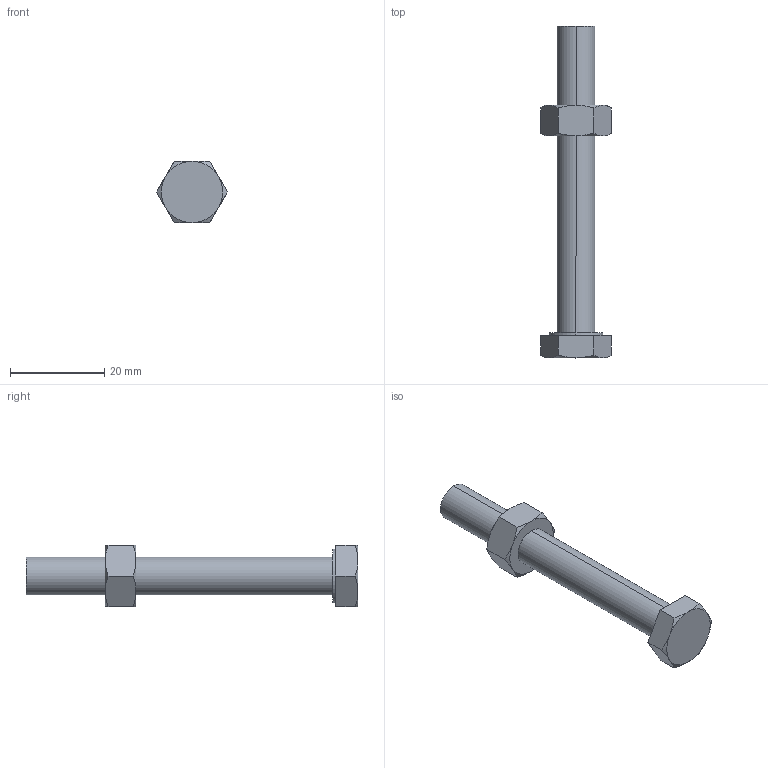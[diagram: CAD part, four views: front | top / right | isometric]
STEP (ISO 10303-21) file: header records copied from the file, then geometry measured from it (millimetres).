
FILE_DESCRIPTION (( 'STEP AP214' ), '1' );
FILE_NAME ('SA-086512.STEP', '2020-09-11T00:04:05', ( 'LinWei' ), ( '' ), 'SwSTEP 2.0', 'SolidWorks 2016', '' );
FILE_SCHEMA (( 'AUTOMOTIVE_DESIGN' ));
Length unit declared in the file: millimetre
Products named in the file (3): 6200080K(DIN934_JIS_)_B18.2.4.1M - Hex nut, Style 1,  M8 x 1.25 --D-N; 7208065K(JIS規範); SA-086512
Assembly tree (2 placements, depth 2):
  SA-086512
    7208065K(JIS規範)
    6200080K(DIN934_JIS_)_B18.2.4.1M - Hex nut, Style 1,  M8 x 1.25 --D-N
Bounding box: 15.01 x 70.3 x 13 mm (x, y, z)
Volume: 4718.4 mm3; surface area: 2778.9 mm2
Topology: 2 solids, 2 shells, 48 faces, 102 edges, 60 vertices
Faces by surface type: cone 22, plane 18, cylinder 8
Entity records: 1516 total; most frequent: CARTESIAN_POINT 419, DIRECTION 208, ORIENTED_EDGE 204, EDGE_CURVE 102, AXIS2_PLACEMENT_3D 89, VERTEX_POINT 60, EDGE_LOOP 52, FACE_OUTER_BOUND 48
